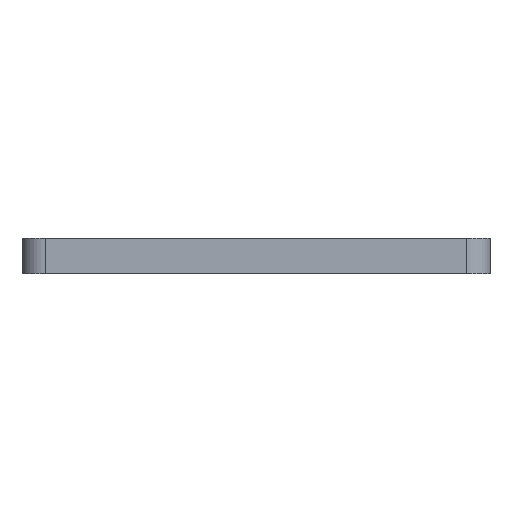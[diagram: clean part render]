
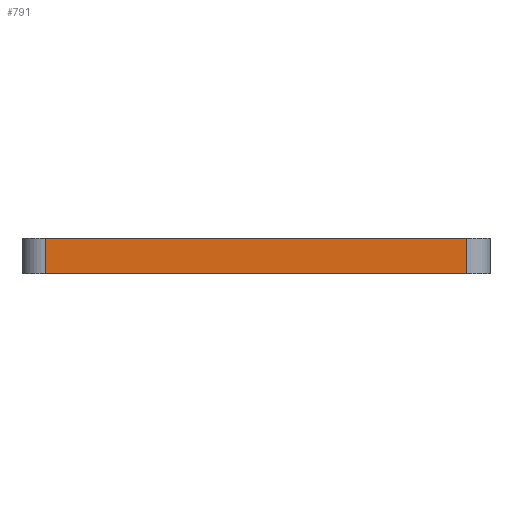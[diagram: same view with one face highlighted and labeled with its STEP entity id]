
A CAD part, left-side view. The second image highlights one B-rep face of the part: STEP entity #791.
In plain terms, the highlighted planar face has unit normal (-1, 0, 0).
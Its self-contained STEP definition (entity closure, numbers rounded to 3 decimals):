
#72 = CARTESIAN_POINT ( 'NONE',  ( -125., 20., 0. ) ) ;
#87 = VECTOR ( 'NONE', #846, 1000. ) ;
#101 = LINE ( 'NONE', #72, #523 ) ;
#122 = CARTESIAN_POINT ( 'NONE',  ( -125., 18., 3. ) ) ;
#148 = LINE ( 'NONE', #516, #87 ) ;
#160 = EDGE_LOOP ( 'NONE', ( #661, #316, #522, #824 ) ) ;
#175 = LINE ( 'NONE', #122, #851 ) ;
#192 = DIRECTION ( 'NONE',  ( 0., 0., -1. ) ) ;
#193 = DIRECTION ( 'NONE',  ( 0., 0., 1. ) ) ;
#234 = CARTESIAN_POINT ( 'NONE',  ( -125., 18., 3. ) ) ;
#238 = EDGE_CURVE ( 'NONE', #299, #613, #440, .T. ) ;
#269 = CARTESIAN_POINT ( 'NONE',  ( -125., -18., 0. ) ) ;
#299 = VERTEX_POINT ( 'NONE', #269 ) ;
#316 = ORIENTED_EDGE ( 'NONE', *, *, #238, .T. ) ;
#338 = DIRECTION ( 'NONE',  ( 1., 0., 0. ) ) ;
#345 = VECTOR ( 'NONE', #193, 1000. ) ;
#394 = EDGE_CURVE ( 'NONE', #874, #613, #148, .T. ) ;
#399 = CARTESIAN_POINT ( 'NONE',  ( -125., 18., 0. ) ) ;
#430 = EDGE_CURVE ( 'NONE', #874, #489, #175, .T. ) ;
#440 = LINE ( 'NONE', #866, #345 ) ;
#489 = VERTEX_POINT ( 'NONE', #399 ) ;
#516 = CARTESIAN_POINT ( 'NONE',  ( -125., 20., 3. ) ) ;
#522 = ORIENTED_EDGE ( 'NONE', *, *, #394, .F. ) ;
#523 = VECTOR ( 'NONE', #749, 1000. ) ;
#539 = PLANE ( 'NONE',  #831 ) ;
#613 = VERTEX_POINT ( 'NONE', #733 ) ;
#616 = CARTESIAN_POINT ( 'NONE',  ( -125., 20., 3. ) ) ;
#661 = ORIENTED_EDGE ( 'NONE', *, *, #758, .T. ) ;
#667 = FACE_OUTER_BOUND ( 'NONE', #160, .T. ) ;
#677 = DIRECTION ( 'NONE',  ( 0., 1., 0. ) ) ;
#733 = CARTESIAN_POINT ( 'NONE',  ( -125., -18., 3. ) ) ;
#749 = DIRECTION ( 'NONE',  ( 0., -1., 0. ) ) ;
#758 = EDGE_CURVE ( 'NONE', #489, #299, #101, .T. ) ;
#791 = ADVANCED_FACE ( 'NONE', ( #667 ), #539, .F. ) ;
#824 = ORIENTED_EDGE ( 'NONE', *, *, #430, .T. ) ;
#831 = AXIS2_PLACEMENT_3D ( 'NONE', #616, #338, #677 ) ;
#846 = DIRECTION ( 'NONE',  ( 0., -1., 0. ) ) ;
#851 = VECTOR ( 'NONE', #192, 1000. ) ;
#866 = CARTESIAN_POINT ( 'NONE',  ( -125., -18., 3. ) ) ;
#874 = VERTEX_POINT ( 'NONE', #234 ) ;
